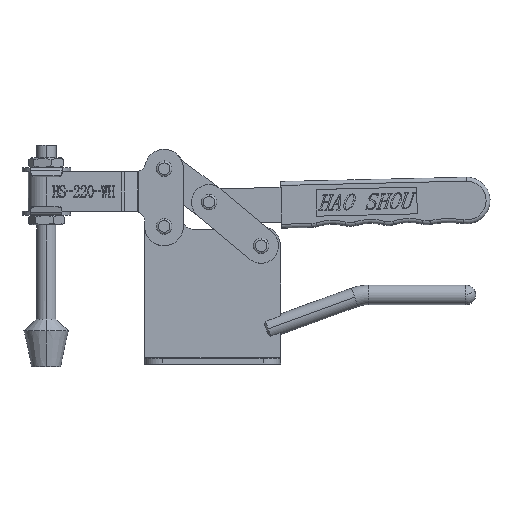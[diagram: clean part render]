
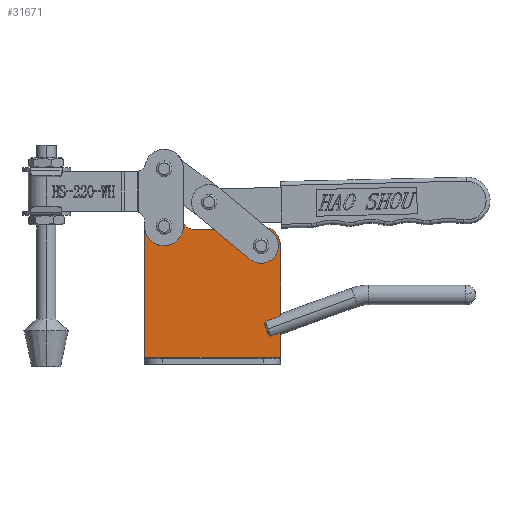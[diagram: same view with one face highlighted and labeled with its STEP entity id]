
A CAD part, top view. The second image highlights one B-rep face of the part: STEP entity #31671.
In plain terms, the highlighted planar face has unit normal (0, 0, 1).
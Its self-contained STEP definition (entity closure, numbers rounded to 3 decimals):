
#9819 = ORIENTED_EDGE ( 'NONE', *, *, #15036, .F. ) ;
#9820 = ORIENTED_EDGE ( 'NONE', *, *, #15077, .F. ) ;
#9821 = ORIENTED_EDGE ( 'NONE', *, *, #15018, .F. ) ;
#9822 = ORIENTED_EDGE ( 'NONE', *, *, #15069, .F. ) ;
#9823 = ORIENTED_EDGE ( 'NONE', *, *, #15025, .F. ) ;
#9824 = ORIENTED_EDGE ( 'NONE', *, *, #15064, .T. ) ;
#9825 = ORIENTED_EDGE ( 'NONE', *, *, #15055, .T. ) ;
#9826 = ORIENTED_EDGE ( 'NONE', *, *, #15034, .T. ) ;
#9827 = ORIENTED_EDGE ( 'NONE', *, *, #15026, .T. ) ;
#9828 = ORIENTED_EDGE ( 'NONE', *, *, #15017, .T. ) ;
#9829 = ORIENTED_EDGE ( 'NONE', *, *, #15005, .T. ) ;
#12065 = AXIS2_PLACEMENT_3D ( 'NONE', #13795, #13796, #13797 ) ;
#12066 = AXIS2_PLACEMENT_3D ( 'NONE', #13798, #13799, #13800 ) ;
#12070 = AXIS2_PLACEMENT_3D ( 'NONE', #13818, #13819, #13820 ) ;
#12075 = AXIS2_PLACEMENT_3D ( 'NONE', #13844, #13845, #13846 ) ;
#12088 = AXIS2_PLACEMENT_3D ( 'NONE', #13895, #13896, #13897 ) ;
#12093 = AXIS2_PLACEMENT_3D ( 'NONE', #13926, #13927, #13928 ) ;
#12098 = AXIS2_PLACEMENT_3D ( 'NONE', #13946, #13947, #13948 ) ;
#12560 = LINE ( 'NONE', #13760, #12565 ) ;
#12565 = VECTOR ( 'NONE', #13765, 1000. ) ;
#12579 = CIRCLE ( 'NONE', #12065, 10. ) ;
#12582 = CIRCLE ( 'NONE', #12066, 3.2 ) ;
#12589 = CIRCLE ( 'NONE', #12070, 5. ) ;
#12591 = LINE ( 'NONE', #13815, #12594 ) ;
#12594 = VECTOR ( 'NONE', #13817, 1000. ) ;
#12604 = CIRCLE ( 'NONE', #12075, 3.2 ) ;
#12605 = LINE ( 'NONE', #13822, #12607 ) ;
#12607 = VECTOR ( 'NONE', #13832, 1000. ) ;
#12634 = CIRCLE ( 'NONE', #12088, 10. ) ;
#12643 = CIRCLE ( 'NONE', #12093, 3.2 ) ;
#12648 = LINE ( 'NONE', #13894, #12650 ) ;
#12650 = VECTOR ( 'NONE', #13906, 1000. ) ;
#12659 = CIRCLE ( 'NONE', #12098, 3.2 ) ;
#13760 = CARTESIAN_POINT ( 'NONE',  ( 0., 0., 0. ) ) ;
#13765 = DIRECTION ( 'NONE',  ( 0., -1., 0. ) ) ;
#13795 = CARTESIAN_POINT ( 'NONE',  ( 10., 68., 0. ) ) ;
#13796 = DIRECTION ( 'NONE',  ( 0., 0., 1. ) ) ;
#13797 = DIRECTION ( 'NONE',  ( -1., 0., 0. ) ) ;
#13798 = CARTESIAN_POINT ( 'NONE',  ( 60., 58., 0. ) ) ;
#13799 = DIRECTION ( 'NONE',  ( 0., 0., 1. ) ) ;
#13800 = DIRECTION ( 'NONE',  ( 1., 0., 0. ) ) ;
#13815 = CARTESIAN_POINT ( 'NONE',  ( 70., 0.5, 0. ) ) ;
#13817 = DIRECTION ( 'NONE',  ( -1., 0., 0. ) ) ;
#13818 = CARTESIAN_POINT ( 'NONE',  ( 24.562, 71.6, 0. ) ) ;
#13819 = DIRECTION ( 'NONE',  ( 0., 0., -1. ) ) ;
#13820 = DIRECTION ( 'NONE',  ( 1., 0., 0. ) ) ;
#13822 = CARTESIAN_POINT ( 'NONE',  ( 24.562, 66.6, 0. ) ) ;
#13832 = DIRECTION ( 'NONE',  ( -1., 0., 0. ) ) ;
#13844 = CARTESIAN_POINT ( 'NONE',  ( 10., 68., 0. ) ) ;
#13845 = DIRECTION ( 'NONE',  ( 0., 0., 1. ) ) ;
#13846 = DIRECTION ( 'NONE',  ( 1., 0., 0. ) ) ;
#13894 = CARTESIAN_POINT ( 'NONE',  ( 70., 58., 0. ) ) ;
#13895 = CARTESIAN_POINT ( 'NONE',  ( 60., 58., 0. ) ) ;
#13896 = DIRECTION ( 'NONE',  ( 0., 0., 1. ) ) ;
#13897 = DIRECTION ( 'NONE',  ( -1., 0., 0. ) ) ;
#13906 = DIRECTION ( 'NONE',  ( 0., 1., 0. ) ) ;
#13926 = CARTESIAN_POINT ( 'NONE',  ( 60., 58., 0. ) ) ;
#13927 = DIRECTION ( 'NONE',  ( 0., 0., 1. ) ) ;
#13928 = DIRECTION ( 'NONE',  ( 1., 0., 0. ) ) ;
#13946 = CARTESIAN_POINT ( 'NONE',  ( 10., 68., 0. ) ) ;
#13947 = DIRECTION ( 'NONE',  ( 0., 0., 1. ) ) ;
#13948 = DIRECTION ( 'NONE',  ( 1., 0., 0. ) ) ;
#15005 = EDGE_CURVE ( 'NONE', #26852, #25100, #12560, .T. ) ;
#15017 = EDGE_CURVE ( 'NONE', #26866, #26852, #12579, .T. ) ;
#15018 = EDGE_CURVE ( 'NONE', #25201, #26784, #12582, .T. ) ;
#15025 = EDGE_CURVE ( 'NONE', #26783, #25100, #12591, .T. ) ;
#15026 = EDGE_CURVE ( 'NONE', #24786, #26866, #12589, .T. ) ;
#15034 = EDGE_CURVE ( 'NONE', #24725, #24786, #12605, .T. ) ;
#15036 = EDGE_CURVE ( 'NONE', #24515, #24668, #12604, .T. ) ;
#15055 = EDGE_CURVE ( 'NONE', #26716, #24725, #12634, .T. ) ;
#15064 = EDGE_CURVE ( 'NONE', #26783, #26716, #12648, .T. ) ;
#15069 = EDGE_CURVE ( 'NONE', #26784, #25201, #12643, .T. ) ;
#15077 = EDGE_CURVE ( 'NONE', #24668, #24515, #12659, .T. ) ;
#15486 = CARTESIAN_POINT ( 'NONE',  ( 0., 68., 0. ) ) ;
#15500 = CARTESIAN_POINT ( 'NONE',  ( 19.708, 70.4, 0. ) ) ;
#17606 = FACE_BOUND ( 'NONE', #18484, .T. ) ;
#17613 = FACE_OUTER_BOUND ( 'NONE', #18690, .T. ) ;
#17615 = FACE_BOUND ( 'NONE', #18498, .T. ) ;
#18484 = EDGE_LOOP ( 'NONE', ( #9819, #9820 ) ) ;
#18498 = EDGE_LOOP ( 'NONE', ( #9821, #9822 ) ) ;
#18690 = EDGE_LOOP ( 'NONE', ( #9823, #9824, #9825, #9826, #9827, #9828, #9829 ) ) ;
#18789 = AXIS2_PLACEMENT_3D ( 'NONE', #30328, #30316, #30336 ) ;
#24515 = VERTEX_POINT ( 'NONE', #25810 ) ;
#24668 = VERTEX_POINT ( 'NONE', #25885 ) ;
#24725 = VERTEX_POINT ( 'NONE', #25912 ) ;
#24786 = VERTEX_POINT ( 'NONE', #25941 ) ;
#25100 = VERTEX_POINT ( 'NONE', #26096 ) ;
#25201 = VERTEX_POINT ( 'NONE', #26145 ) ;
#25810 = CARTESIAN_POINT ( 'NONE',  ( 13.2, 68., 0. ) ) ;
#25885 = CARTESIAN_POINT ( 'NONE',  ( 6.8, 68., 0. ) ) ;
#25912 = CARTESIAN_POINT ( 'NONE',  ( 54.897, 66.6, 0. ) ) ;
#25941 = CARTESIAN_POINT ( 'NONE',  ( 24.562, 66.6, 0. ) ) ;
#26096 = CARTESIAN_POINT ( 'NONE',  ( 0., 0.5, 0. ) ) ;
#26145 = CARTESIAN_POINT ( 'NONE',  ( 63.2, 58., 0. ) ) ;
#26190 = CARTESIAN_POINT ( 'NONE',  ( 70., 58., 0. ) ) ;
#26251 = CARTESIAN_POINT ( 'NONE',  ( 70., 0.5, 0. ) ) ;
#26252 = CARTESIAN_POINT ( 'NONE',  ( 56.8, 58., 0. ) ) ;
#26716 = VERTEX_POINT ( 'NONE', #26190 ) ;
#26783 = VERTEX_POINT ( 'NONE', #26251 ) ;
#26784 = VERTEX_POINT ( 'NONE', #26252 ) ;
#26852 = VERTEX_POINT ( 'NONE', #15486 ) ;
#26866 = VERTEX_POINT ( 'NONE', #15500 ) ;
#30316 = DIRECTION ( 'NONE',  ( 0., 0., -1. ) ) ;
#30328 = CARTESIAN_POINT ( 'NONE',  ( 10., 68., 0. ) ) ;
#30332 = PLANE ( 'NONE',  #18789 ) ;
#30336 = DIRECTION ( 'NONE',  ( -1., 0., 0. ) ) ;
#31671 = ADVANCED_FACE ( 'NONE', ( #17606, #17615, #17613 ), #30332, .F. ) ;
